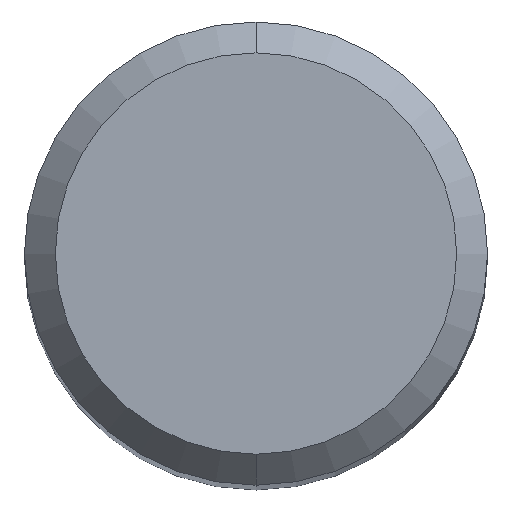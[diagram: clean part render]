
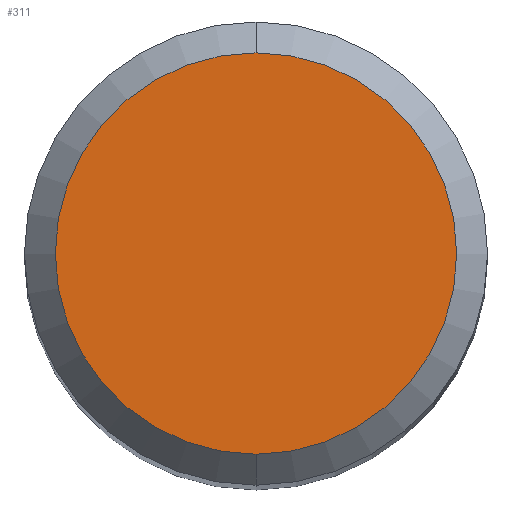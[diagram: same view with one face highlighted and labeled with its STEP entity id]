
A CAD part, top view. The second image highlights one B-rep face of the part: STEP entity #311.
In plain terms, the highlighted planar face has unit normal (0, 0, 1).
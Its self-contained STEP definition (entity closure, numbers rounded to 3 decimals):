
#189=VERTEX_POINT('',#508);
#243=EDGE_CURVE('',#189,#389,#565,.T.);
#311=ADVANCED_FACE('',(#637),#638,.T.);
#389=VERTEX_POINT('',#728);
#437=EDGE_CURVE('',#389,#189,#782,.T.);
#508=CARTESIAN_POINT('',(0.0,2.6,0.0));
#565=CIRCLE('',#1018,2.6);
#637=FACE_OUTER_BOUND('',#1184,.T.);
#638=PLANE('',#1185);
#728=CARTESIAN_POINT('',(0.,-2.6,0.0));
#782=CIRCLE('',#1411,2.6);
#1018=AXIS2_PLACEMENT_3D('',#1544,#1545,#1546);
#1184=EDGE_LOOP('',(#1607,#1608));
#1185=AXIS2_PLACEMENT_3D('',#1609,#1610,#1611);
#1411=AXIS2_PLACEMENT_3D('',#1800,#1801,#1802);
#1544=CARTESIAN_POINT('',(0.0,0.0,0.0));
#1545=DIRECTION('',(0.0,0.0,-1.0));
#1546=DIRECTION('',(0.0,1.0,0.0));
#1607=ORIENTED_EDGE('',*,*,#243,.F.);
#1608=ORIENTED_EDGE('',*,*,#437,.F.);
#1609=CARTESIAN_POINT('',(0.0,1.3,0.0));
#1610=DIRECTION('',(-0.0,0.0,1.0));
#1611=DIRECTION('',(0.0,-1.0,0.0));
#1800=CARTESIAN_POINT('',(0.0,0.0,0.0));
#1801=DIRECTION('',(0.0,0.0,-1.0));
#1802=DIRECTION('',(0.0,1.0,0.0));
